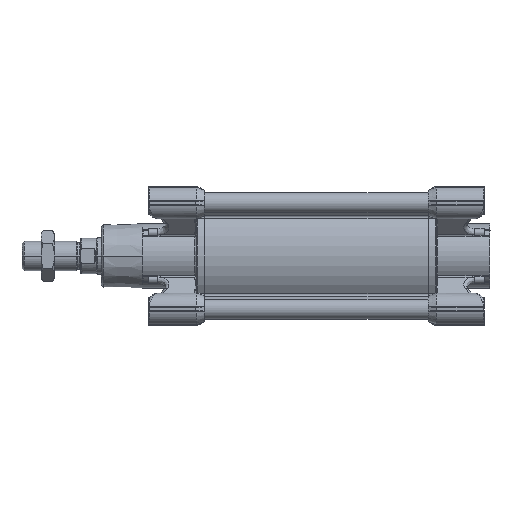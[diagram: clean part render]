
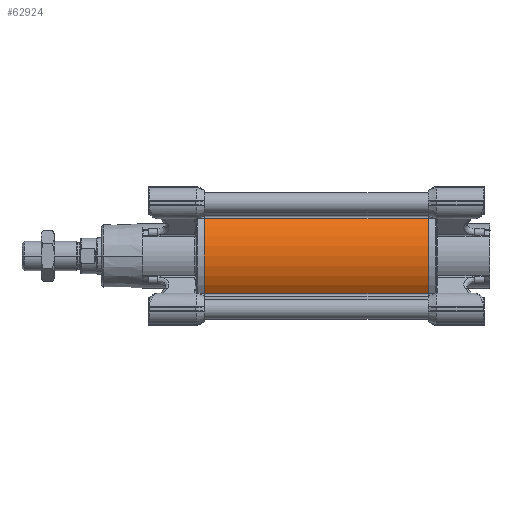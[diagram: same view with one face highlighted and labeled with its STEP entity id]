
A CAD part, left-side view. The second image highlights one B-rep face of the part: STEP entity #62924.
In plain terms, the highlighted cylindrical face has radius 42.5 mm (diameter 85 mm), a partial arc.
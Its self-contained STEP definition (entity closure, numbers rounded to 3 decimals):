
#7707 = CARTESIAN_POINT ( 'NONE',  ( -34.081, 38., 25.391 ) ) ;
#8224 = CARTESIAN_POINT ( 'NONE',  ( -34.081, 138., -25.391 ) ) ;
#9042 = CARTESIAN_POINT ( 'NONE',  ( -34.081, 190., -25.391 ) ) ;
#11337 = VECTOR ( 'NONE', #17801, 1000. ) ;
#13965 = DIRECTION ( 'NONE',  ( 0., -1., 0. ) ) ;
#16434 = CARTESIAN_POINT ( 'NONE',  ( 0., 138., 0. ) ) ;
#17801 = DIRECTION ( 'NONE',  ( 0., 1., 0. ) ) ;
#18449 = ORIENTED_EDGE ( 'NONE', *, *, #59673, .F. ) ;
#19631 = AXIS2_PLACEMENT_3D ( 'NONE', #39850, #13965, #29618 ) ;
#20271 = LINE ( 'NONE', #66573, #93339 ) ;
#21795 = EDGE_CURVE ( 'NONE', #33764, #82784, #113730, .T. ) ;
#22539 = EDGE_CURVE ( 'NONE', #79447, #67224, #79232, .T. ) ;
#24857 = CYLINDRICAL_SURFACE ( 'NONE', #59556, 42.5 ) ;
#29618 = DIRECTION ( 'NONE',  ( 0., 0., -1. ) ) ;
#33764 = VERTEX_POINT ( 'NONE', #69497 ) ;
#39486 = ORIENTED_EDGE ( 'NONE', *, *, #80339, .T. ) ;
#39850 = CARTESIAN_POINT ( 'NONE',  ( 0., 38., 0. ) ) ;
#42777 = DIRECTION ( 'NONE',  ( 0., 0., -1. ) ) ;
#52366 = DIRECTION ( 'NONE',  ( 0., -1., 0. ) ) ;
#54142 = AXIS2_PLACEMENT_3D ( 'NONE', #78867, #52366, #42777 ) ;
#59556 = AXIS2_PLACEMENT_3D ( 'NONE', #16434, #81345, #61547 ) ;
#59673 = EDGE_CURVE ( 'NONE', #67224, #82784, #117607, .T. ) ;
#61547 = DIRECTION ( 'NONE',  ( 0., 0., 1. ) ) ;
#62924 = ADVANCED_FACE ( 'NONE', ( #70557 ), #24857, .T. ) ;
#66573 = CARTESIAN_POINT ( 'NONE',  ( -34.081, 138., 25.391 ) ) ;
#67224 = VERTEX_POINT ( 'NONE', #88158 ) ;
#69497 = CARTESIAN_POINT ( 'NONE',  ( -34.081, 190., 25.391 ) ) ;
#70557 = FACE_OUTER_BOUND ( 'NONE', #73220, .T. ) ;
#73220 = EDGE_LOOP ( 'NONE', ( #94360, #18449, #83628, #39486 ) ) ;
#78867 = CARTESIAN_POINT ( 'NONE',  ( 0., 190., 0. ) ) ;
#79232 = CIRCLE ( 'NONE', #19631, 42.5 ) ;
#79447 = VERTEX_POINT ( 'NONE', #7707 ) ;
#80339 = EDGE_CURVE ( 'NONE', #79447, #33764, #20271, .T. ) ;
#81345 = DIRECTION ( 'NONE',  ( 0., 1., 0. ) ) ;
#82784 = VERTEX_POINT ( 'NONE', #9042 ) ;
#83628 = ORIENTED_EDGE ( 'NONE', *, *, #22539, .F. ) ;
#84629 = DIRECTION ( 'NONE',  ( 0., 1., 0. ) ) ;
#88158 = CARTESIAN_POINT ( 'NONE',  ( -34.081, 38., -25.391 ) ) ;
#93339 = VECTOR ( 'NONE', #84629, 1000. ) ;
#94360 = ORIENTED_EDGE ( 'NONE', *, *, #21795, .T. ) ;
#113730 = CIRCLE ( 'NONE', #54142, 42.5 ) ;
#117607 = LINE ( 'NONE', #8224, #11337 ) ;
